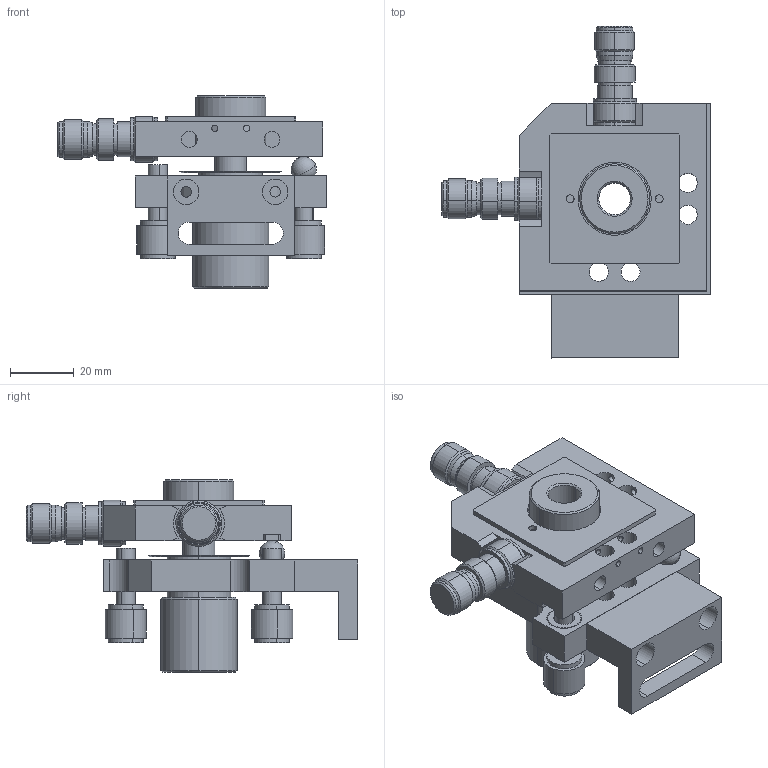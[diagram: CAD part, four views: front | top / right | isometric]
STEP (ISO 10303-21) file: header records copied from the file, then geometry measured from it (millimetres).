
FILE_DESCRIPTION (( 'STEP AP203' ), '1' );
FILE_NAME ('GCM-2111M 俋倰芞.STEP', '2016-07-25T02:51:35', ( 'Lxtx999.CoM' ), ( 'Lxtx999.CoM' ), 'SwSTEP 2.0', 'SolidWorks 2010', '' );
FILE_SCHEMA (( 'CONFIG_CONTROL_DESIGN' ));
Length unit declared in the file: centimetre
Products named in the file (1): GCM-2111M 俋倰芞
Bounding box: 84.35 x 104.34 x 60.51 mm (x, y, z)
Surface area: 37580.7 mm2 (no closed solid volume)
Topology: 0 solids, 17 shells, 311 faces, 806 edges, 517 vertices
Faces by surface type: cylinder 169, plane 80, cone 60, sphere 2
Entity records: 10264 total; most frequent: CARTESIAN_POINT 2295, DIRECTION 1769, ORIENTED_EDGE 1486, EDGE_CURVE 797, AXIS2_PLACEMENT_3D 700, VERTEX_POINT 514, EDGE_LOOP 409, CIRCLE 388
